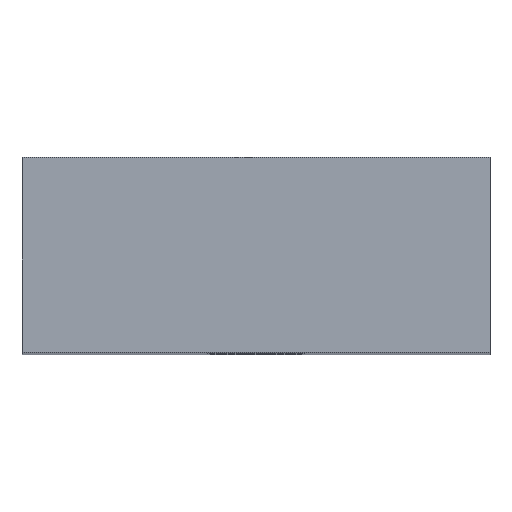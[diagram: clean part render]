
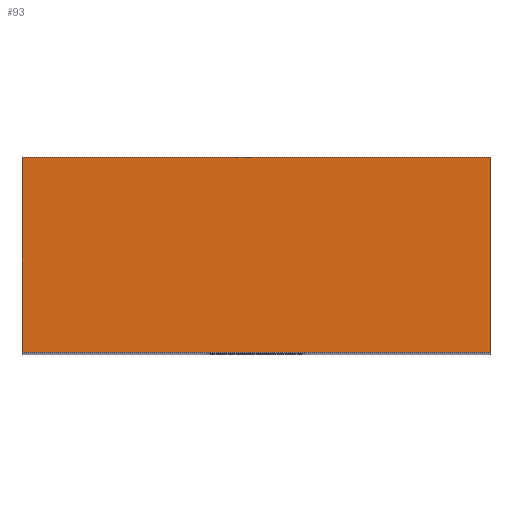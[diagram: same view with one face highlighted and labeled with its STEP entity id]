
A CAD part, top view. The second image highlights one B-rep face of the part: STEP entity #93.
In plain terms, the highlighted planar face has unit normal (0, 0, 1).
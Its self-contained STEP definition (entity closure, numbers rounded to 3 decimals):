
#93=ADVANCED_FACE('',(#167),#169,.T.);
#167=FACE_BOUND('',#168,.T.);
#168=EDGE_LOOP('',(#208,#209,#210,#211));
#169=PLANE('',#170);
#170=AXIS2_PLACEMENT_3D('',#171,#172,#173);
#171=CARTESIAN_POINT('',(-60.,0.,150.));
#172=DIRECTION('',(0.,0.,1.));
#173=DIRECTION('',(1.,0.,0.));
#208=ORIENTED_EDGE('',*,*,#221,.T.);
#209=ORIENTED_EDGE('',*,*,#233,.T.);
#210=ORIENTED_EDGE('',*,*,#228,.F.);
#211=ORIENTED_EDGE('',*,*,#234,.F.);
#221=EDGE_CURVE('',#239,#236,#240,.T.);
#228=EDGE_CURVE('',#251,#253,#254,.T.);
#233=EDGE_CURVE('',#236,#253,#261,.T.);
#234=EDGE_CURVE('',#239,#251,#262,.T.);
#236=VERTEX_POINT('',#264);
#239=VERTEX_POINT('',#269);
#240=LINE('',#270,#271);
#251=VERTEX_POINT('',#295);
#253=VERTEX_POINT('',#299);
#254=LINE('',#300,#301);
#261=LINE('',#319,#320);
#262=LINE('',#322,#323);
#264=CARTESIAN_POINT('',(60.,0.,150.));
#269=CARTESIAN_POINT('',(-60.,0.,150.));
#270=CARTESIAN_POINT('',(-60.,0.,150.));
#271=VECTOR('',#272,1.);
#272=DIRECTION('',(1.,0.,0.));
#295=CARTESIAN_POINT('',(-60.,50.,150.));
#299=CARTESIAN_POINT('',(60.,50.,150.));
#300=CARTESIAN_POINT('',(-60.,50.,150.));
#301=VECTOR('',#302,1.);
#302=DIRECTION('',(1.,0.,0.));
#319=CARTESIAN_POINT('',(60.,0.,150.));
#320=VECTOR('',#321,1.);
#321=DIRECTION('',(0.,1.,0.));
#322=CARTESIAN_POINT('',(-60.,0.,150.));
#323=VECTOR('',#324,1.);
#324=DIRECTION('',(0.,1.,0.));
